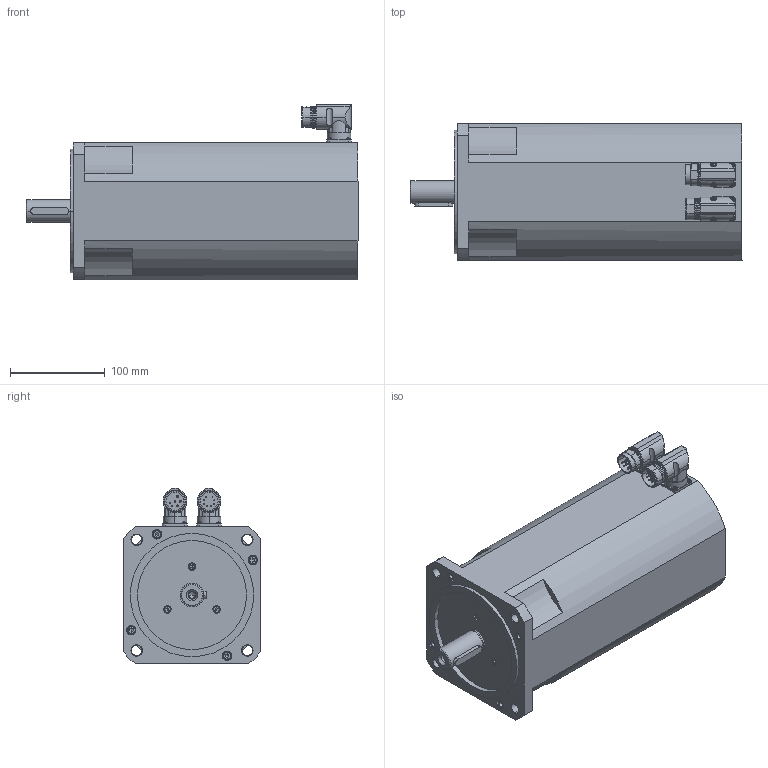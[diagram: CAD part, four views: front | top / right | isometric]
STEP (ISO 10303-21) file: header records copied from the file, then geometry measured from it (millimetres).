
FILE_DESCRIPTION((''),'2;1');
FILE_NAME('ACM2n1200.stp','2005-05-18T13:54:23',(''),(''),'Mechanical Desktop 2005','Mechanical Desktop 2005',', , ');
FILE_SCHEMA(('AUTOMOTIVE_DESIGN { 1 2 10303 214 0 1 1 1 }'));
Length unit declared in the file: millimetre
Products named in the file (2): ACM2N1200; CARCASA
Assembly tree (1 placements, depth 2):
  ACM2N1200
    CARCASA
Bounding box: 350 x 145 x 185.22 mm (x, y, z)
Volume: 5609724.6 mm3; surface area: 218157.7 mm2
Topology: 1 solids, 1 shells, 765 faces, 1885 edges, 1133 vertices
Faces by surface type: plane 367, cylinder 212, cone 112, sphere 32, torus 24, bspline 18
Entity records: 24121 total; most frequent: CARTESIAN_POINT 6441, DIRECTION 3802, ORIENTED_EDGE 3650, EDGE_CURVE 1825, AXIS2_PLACEMENT_3D 1488, VERTEX_POINT 1133, EDGE_LOOP 844, VECTOR 826
